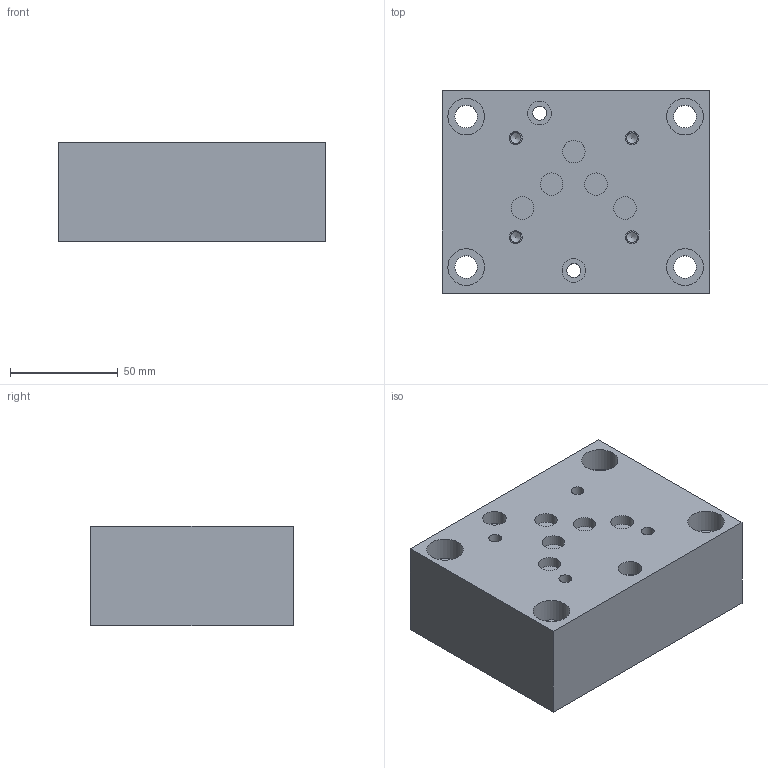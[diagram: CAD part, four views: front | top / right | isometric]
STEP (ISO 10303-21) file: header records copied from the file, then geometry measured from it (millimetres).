
FILE_DESCRIPTION(/* description */ ('Unknown'),/* implementation_level */ '2;1');
FILE_NAME(/* name */ 'PA.85100',/* time_stamp */ '2016-12-02T11:42:08+01:00',/* author */ ('Unknown'),/* organization */ ('Unknown'),/* preprocessor_version */ 'ST-DEVELOPER v16.7',/* originating_system */ 'DEX',/* authorisation */ $);
FILE_SCHEMA (('CONFIG_CONTROL_DESIGN'));
Length unit declared in the file: millimetre
Products named in the file (1): PA.85100
Bounding box: 124 x 94 x 46 mm (x, y, z)
Volume: 497830.2 mm3; surface area: 55155.4 mm2
Topology: 1 solids, 1 shells, 74 faces, 161 edges, 114 vertices
Faces by surface type: cylinder 37, plane 31, cone 6
Full cylindrical faces by diameter (mm): 5 x4, 6 x6, 6.5 x2, 10.5 x9, 11 x2, 12 x2, 15 x4, 17 x4, 29.5 x4
Entity records: 1654 total; most frequent: DIRECTION 310, CARTESIAN_POINT 249, ORIENTED_EDGE 172, FACE_BOUND 160, EDGE_LOOP 154, AXIS2_PLACEMENT_3D 149, VERTEX_POINT 88, EDGE_CURVE 86
